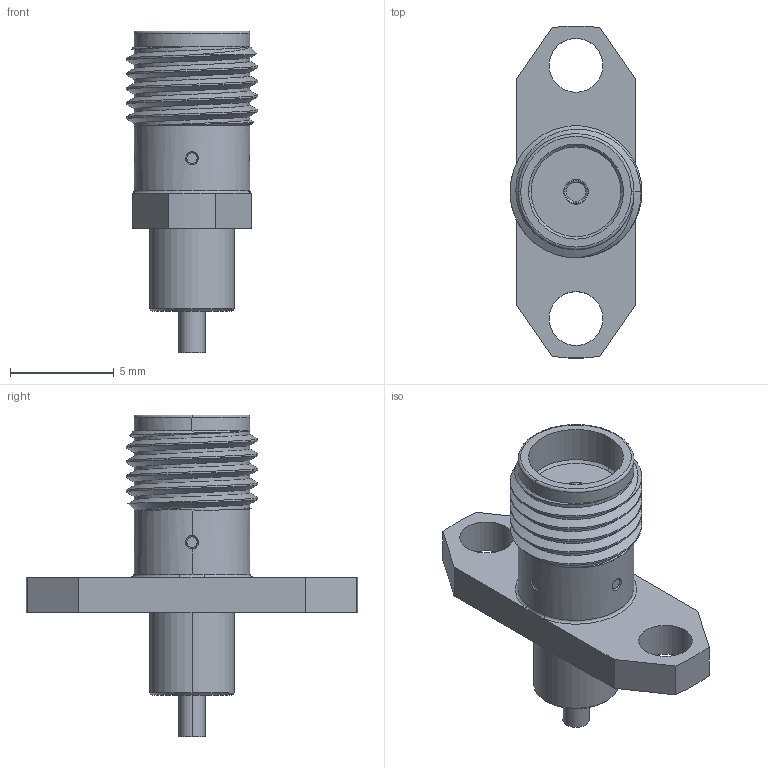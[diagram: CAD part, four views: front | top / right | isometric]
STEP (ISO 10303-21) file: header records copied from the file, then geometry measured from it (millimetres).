
FILE_DESCRIPTION (( 'STEP AP214' ), '1' );
FILE_NAME ('SC3780_3D.step', '2024-10-28T20:34:26', ( '' ), ( '' ), 'SwSTEP 2.0', 'SolidWorks 2022', '' );
FILE_SCHEMA (( 'AUTOMOTIVE_DESIGN' ));
Length unit declared in the file: inch
Products named in the file (1): SC3780_3D
Bounding box: 6.35 x 15.98 x 15.5 mm (x, y, z)
Volume: 344.7 mm3; surface area: 514 mm2
Topology: 1 solids, 1 shells, 86 faces, 212 edges, 134 vertices
Faces by surface type: cylinder 30, plane 26, cone 21, bspline 5, torus 4
Entity records: 4381 total; most frequent: CARTESIAN_POINT 2381, ORIENTED_EDGE 424, DIRECTION 394, EDGE_CURVE 212, AXIS2_PLACEMENT_3D 154, VERTEX_POINT 134, EDGE_LOOP 96, FACE_OUTER_BOUND 86
